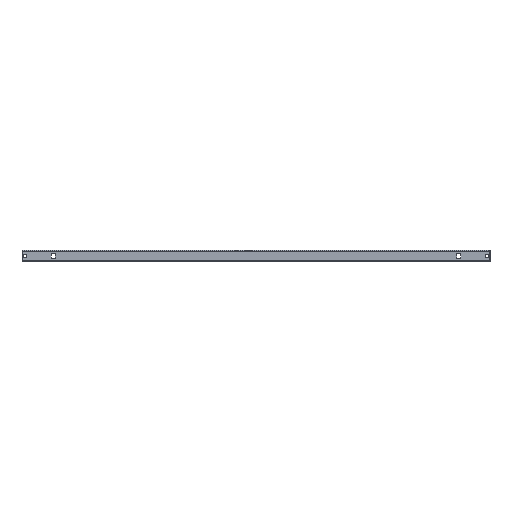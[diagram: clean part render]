
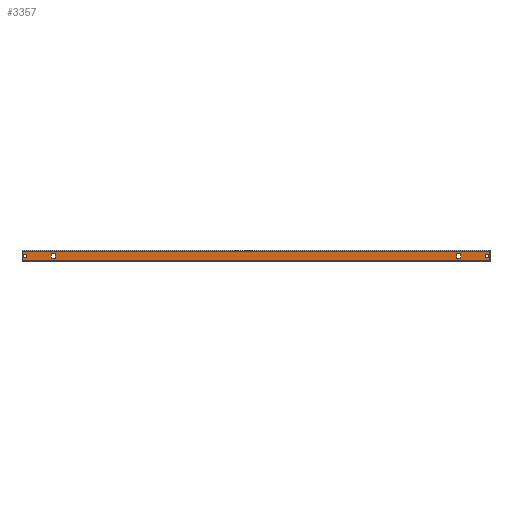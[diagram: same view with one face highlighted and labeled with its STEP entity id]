
A CAD part, left-side view. The second image highlights one B-rep face of the part: STEP entity #3357.
In plain terms, the highlighted planar face has unit normal (-1, 0, 0).
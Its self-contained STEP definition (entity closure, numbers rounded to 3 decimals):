
#203 = VECTOR ( 'NONE', #2221, 1000. ) ;
#207 = LINE ( 'NONE', #2233, #203 ) ;
#210 = LINE ( 'NONE', #2228, #212 ) ;
#211 = VECTOR ( 'NONE', #2232, 1000. ) ;
#212 = VECTOR ( 'NONE', #2227, 1000. ) ;
#213 = VECTOR ( 'NONE', #2234, 1000. ) ;
#214 = CIRCLE ( 'NONE', #1858, 4. ) ;
#215 = LINE ( 'NONE', #2046, #213 ) ;
#216 = LINE ( 'NONE', #2237, #211 ) ;
#217 = LINE ( 'NONE', #2239, #219 ) ;
#218 = VECTOR ( 'NONE', #2040, 1000. ) ;
#219 = VECTOR ( 'NONE', #2238, 1000. ) ;
#220 = VECTOR ( 'NONE', #2051, 1000. ) ;
#221 = CIRCLE ( 'NONE', #1857, 4. ) ;
#222 = LINE ( 'NONE', #2104, #220 ) ;
#223 = LINE ( 'NONE', #2062, #218 ) ;
#224 = VECTOR ( 'NONE', #2088, 1000. ) ;
#227 = LINE ( 'NONE', #2070, #231 ) ;
#229 = VECTOR ( 'NONE', #2119, 1000. ) ;
#230 = LINE ( 'NONE', #2121, #229 ) ;
#231 = VECTOR ( 'NONE', #2065, 1000. ) ;
#233 = LINE ( 'NONE', #2116, #224 ) ;
#244 = VECTOR ( 'NONE', #2190, 1000. ) ;
#246 = VECTOR ( 'NONE', #2202, 1000. ) ;
#249 = LINE ( 'NONE', #2211, #244 ) ;
#251 = LINE ( 'NONE', #2215, #246 ) ;
#544 = AXIS2_PLACEMENT_3D ( 'NONE', #669, #665, #664 ) ;
#548 = CARTESIAN_POINT ( 'NONE',  ( -343., 497.5, -19.99 ) ) ;
#664 = DIRECTION ( 'NONE',  ( 0., 0., -1. ) ) ;
#665 = DIRECTION ( 'NONE',  ( 1., 0., 0. ) ) ;
#669 = CARTESIAN_POINT ( 'NONE',  ( -343., 497.5, 0. ) ) ;
#681 = PLANE ( 'NONE',  #544 ) ;
#798 = CARTESIAN_POINT ( 'NONE',  ( -343., 435.5, -14.5 ) ) ;
#801 = CARTESIAN_POINT ( 'NONE',  ( -343., 426.5, -5.5 ) ) ;
#817 = CARTESIAN_POINT ( 'NONE',  ( -343., -435.5, -5.5 ) ) ;
#825 = CARTESIAN_POINT ( 'NONE',  ( -343., -426.5, -14.5 ) ) ;
#831 = CARTESIAN_POINT ( 'NONE',  ( -343., -497.5, -0.01 ) ) ;
#840 = CARTESIAN_POINT ( 'NONE',  ( -343., -435.5, -14.5 ) ) ;
#845 = CARTESIAN_POINT ( 'NONE',  ( -343., 435.5, -5.5 ) ) ;
#851 = CARTESIAN_POINT ( 'NONE',  ( -343., -426.5, -5.5 ) ) ;
#1032 = CARTESIAN_POINT ( 'NONE',  ( -343., 497.5, -0.01 ) ) ;
#1067 = CARTESIAN_POINT ( 'NONE',  ( -343., 491., -14. ) ) ;
#1085 = CARTESIAN_POINT ( 'NONE',  ( -343., -491., -6. ) ) ;
#1088 = CARTESIAN_POINT ( 'NONE',  ( -343., -491., -14. ) ) ;
#1099 = CARTESIAN_POINT ( 'NONE',  ( -343., 491., -6. ) ) ;
#1109 = CARTESIAN_POINT ( 'NONE',  ( -343., -497.5, -19.99 ) ) ;
#1114 = CARTESIAN_POINT ( 'NONE',  ( -343., 426.5, -14.5 ) ) ;
#1752 = CIRCLE ( 'NONE', #1893, 4. ) ;
#1772 = CIRCLE ( 'NONE', #1896, 4. ) ;
#1857 = AXIS2_PLACEMENT_3D ( 'NONE', #2089, #2078, #2076 ) ;
#1858 = AXIS2_PLACEMENT_3D ( 'NONE', #2035, #2028, #2240 ) ;
#1893 = AXIS2_PLACEMENT_3D ( 'NONE', #2610, #2891, #3302 ) ;
#1896 = AXIS2_PLACEMENT_3D ( 'NONE', #2745, #2743, #2739 ) ;
#2018 = EDGE_CURVE ( 'NONE', #2976, #2978, #1772, .T. ) ;
#2023 = EDGE_CURVE ( 'NONE', #2992, #2967, #1752, .T. ) ;
#2028 = DIRECTION ( 'NONE',  ( -1., 0., 0. ) ) ;
#2035 = CARTESIAN_POINT ( 'NONE',  ( -343., 491., -10. ) ) ;
#2040 = DIRECTION ( 'NONE',  ( 0., -1., 0. ) ) ;
#2046 = CARTESIAN_POINT ( 'NONE',  ( -343., 426.5, -14.5 ) ) ;
#2051 = DIRECTION ( 'NONE',  ( 0., 0., -1. ) ) ;
#2062 = CARTESIAN_POINT ( 'NONE',  ( -343., -435.5, -14.5 ) ) ;
#2065 = DIRECTION ( 'NONE',  ( 0., 1., 0. ) ) ;
#2070 = CARTESIAN_POINT ( 'NONE',  ( -343., -435.5, -5.5 ) ) ;
#2076 = DIRECTION ( 'NONE',  ( 0., 0., -1. ) ) ;
#2078 = DIRECTION ( 'NONE',  ( -1., 0., 0. ) ) ;
#2088 = DIRECTION ( 'NONE',  ( 0., 0., 1. ) ) ;
#2089 = CARTESIAN_POINT ( 'NONE',  ( -343., -491., -10. ) ) ;
#2104 = CARTESIAN_POINT ( 'NONE',  ( -343., -426.5, -14.5 ) ) ;
#2116 = CARTESIAN_POINT ( 'NONE',  ( -343., -497.5, 0. ) ) ;
#2119 = DIRECTION ( 'NONE',  ( 0., 1., 0. ) ) ;
#2121 = CARTESIAN_POINT ( 'NONE',  ( -343., 435.5, -5.5 ) ) ;
#2190 = DIRECTION ( 'NONE',  ( 0., 0., -1. ) ) ;
#2202 = DIRECTION ( 'NONE',  ( 0., 0., 1. ) ) ;
#2211 = CARTESIAN_POINT ( 'NONE',  ( -343., 497.5, -20. ) ) ;
#2215 = CARTESIAN_POINT ( 'NONE',  ( -343., -435.5, -14.5 ) ) ;
#2221 = DIRECTION ( 'NONE',  ( 0., -1., 0. ) ) ;
#2227 = DIRECTION ( 'NONE',  ( 0., -1., 0. ) ) ;
#2228 = CARTESIAN_POINT ( 'NONE',  ( -343., 497.5, -19.99 ) ) ;
#2232 = DIRECTION ( 'NONE',  ( 0., -1., 0. ) ) ;
#2233 = CARTESIAN_POINT ( 'NONE',  ( -343., 497.5, -0.01 ) ) ;
#2234 = DIRECTION ( 'NONE',  ( 0., 0., 1. ) ) ;
#2237 = CARTESIAN_POINT ( 'NONE',  ( -343., 435.5, -14.5 ) ) ;
#2238 = DIRECTION ( 'NONE',  ( 0., 0., -1. ) ) ;
#2239 = CARTESIAN_POINT ( 'NONE',  ( -343., 435.5, -14.5 ) ) ;
#2240 = DIRECTION ( 'NONE',  ( 0., 0., 1. ) ) ;
#2416 = EDGE_CURVE ( 'NONE', #3186, #3209, #251, .T. ) ;
#2417 = EDGE_CURVE ( 'NONE', #3019, #3230, #249, .T. ) ;
#2424 = EDGE_CURVE ( 'NONE', #3225, #3181, #230, .T. ) ;
#2427 = EDGE_CURVE ( 'NONE', #2960, #3195, #233, .T. ) ;
#2428 = EDGE_CURVE ( 'NONE', #2978, #2976, #221, .T. ) ;
#2429 = EDGE_CURVE ( 'NONE', #3209, #3136, #227, .T. ) ;
#2430 = EDGE_CURVE ( 'NONE', #3136, #3201, #222, .T. ) ;
#2431 = EDGE_CURVE ( 'NONE', #3201, #3186, #223, .T. ) ;
#2432 = EDGE_CURVE ( 'NONE', #2967, #2992, #214, .T. ) ;
#2433 = EDGE_CURVE ( 'NONE', #3181, #3228, #217, .T. ) ;
#2434 = EDGE_CURVE ( 'NONE', #2956, #3225, #215, .T. ) ;
#2435 = EDGE_CURVE ( 'NONE', #3228, #2956, #216, .T. ) ;
#2437 = EDGE_CURVE ( 'NONE', #3230, #2960, #210, .T. ) ;
#2439 = EDGE_CURVE ( 'NONE', #3019, #3195, #207, .T. ) ;
#2610 = CARTESIAN_POINT ( 'NONE',  ( -343., 491., -10. ) ) ;
#2739 = DIRECTION ( 'NONE',  ( 0., 0., -1. ) ) ;
#2743 = DIRECTION ( 'NONE',  ( -1., 0., 0. ) ) ;
#2745 = CARTESIAN_POINT ( 'NONE',  ( -343., -491., -10. ) ) ;
#2863 = EDGE_LOOP ( 'NONE', ( #3802, #3858, #3866, #3867 ) ) ;
#2870 = EDGE_LOOP ( 'NONE', ( #3833, #3834, #3745, #3839 ) ) ;
#2873 = EDGE_LOOP ( 'NONE', ( #3785, #3873 ) ) ;
#2876 = EDGE_LOOP ( 'NONE', ( #3798, #3799, #3800, #3803 ) ) ;
#2883 = EDGE_LOOP ( 'NONE', ( #3840, #3740 ) ) ;
#2891 = DIRECTION ( 'NONE',  ( -1., 0., 0. ) ) ;
#2956 = VERTEX_POINT ( 'NONE', #1114 ) ;
#2960 = VERTEX_POINT ( 'NONE', #1109 ) ;
#2967 = VERTEX_POINT ( 'NONE', #1099 ) ;
#2976 = VERTEX_POINT ( 'NONE', #1088 ) ;
#2978 = VERTEX_POINT ( 'NONE', #1085 ) ;
#2992 = VERTEX_POINT ( 'NONE', #1067 ) ;
#3019 = VERTEX_POINT ( 'NONE', #1032 ) ;
#3136 = VERTEX_POINT ( 'NONE', #851 ) ;
#3181 = VERTEX_POINT ( 'NONE', #845 ) ;
#3186 = VERTEX_POINT ( 'NONE', #840 ) ;
#3195 = VERTEX_POINT ( 'NONE', #831 ) ;
#3201 = VERTEX_POINT ( 'NONE', #825 ) ;
#3209 = VERTEX_POINT ( 'NONE', #817 ) ;
#3225 = VERTEX_POINT ( 'NONE', #801 ) ;
#3228 = VERTEX_POINT ( 'NONE', #798 ) ;
#3230 = VERTEX_POINT ( 'NONE', #548 ) ;
#3302 = DIRECTION ( 'NONE',  ( 0., 0., 1. ) ) ;
#3357 = ADVANCED_FACE ( 'NONE', ( #3520, #3515, #3513, #3511, #3519 ), #681, .F. ) ;
#3511 = FACE_BOUND ( 'NONE', #2876, .T. ) ;
#3513 = FACE_BOUND ( 'NONE', #2873, .T. ) ;
#3515 = FACE_BOUND ( 'NONE', #2883, .T. ) ;
#3519 = FACE_OUTER_BOUND ( 'NONE', #2863, .T. ) ;
#3520 = FACE_BOUND ( 'NONE', #2870, .T. ) ;
#3740 = ORIENTED_EDGE ( 'NONE', *, *, #2018, .F. ) ;
#3745 = ORIENTED_EDGE ( 'NONE', *, *, #2416, .F. ) ;
#3785 = ORIENTED_EDGE ( 'NONE', *, *, #2432, .F. ) ;
#3798 = ORIENTED_EDGE ( 'NONE', *, *, #2424, .F. ) ;
#3799 = ORIENTED_EDGE ( 'NONE', *, *, #2434, .F. ) ;
#3800 = ORIENTED_EDGE ( 'NONE', *, *, #2435, .F. ) ;
#3802 = ORIENTED_EDGE ( 'NONE', *, *, #2437, .T. ) ;
#3803 = ORIENTED_EDGE ( 'NONE', *, *, #2433, .F. ) ;
#3833 = ORIENTED_EDGE ( 'NONE', *, *, #2430, .F. ) ;
#3834 = ORIENTED_EDGE ( 'NONE', *, *, #2429, .F. ) ;
#3839 = ORIENTED_EDGE ( 'NONE', *, *, #2431, .F. ) ;
#3840 = ORIENTED_EDGE ( 'NONE', *, *, #2428, .F. ) ;
#3858 = ORIENTED_EDGE ( 'NONE', *, *, #2427, .T. ) ;
#3866 = ORIENTED_EDGE ( 'NONE', *, *, #2439, .F. ) ;
#3867 = ORIENTED_EDGE ( 'NONE', *, *, #2417, .T. ) ;
#3873 = ORIENTED_EDGE ( 'NONE', *, *, #2023, .F. ) ;
